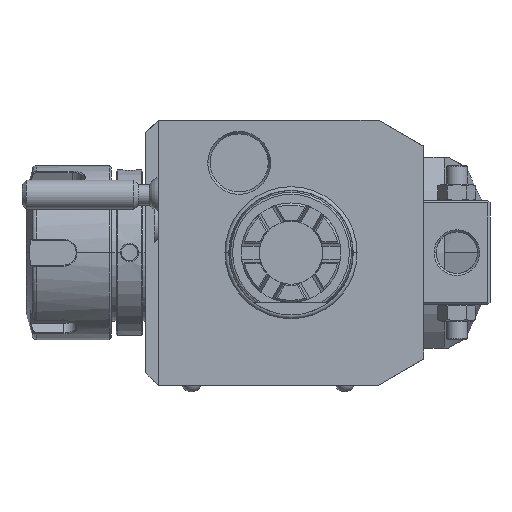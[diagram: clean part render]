
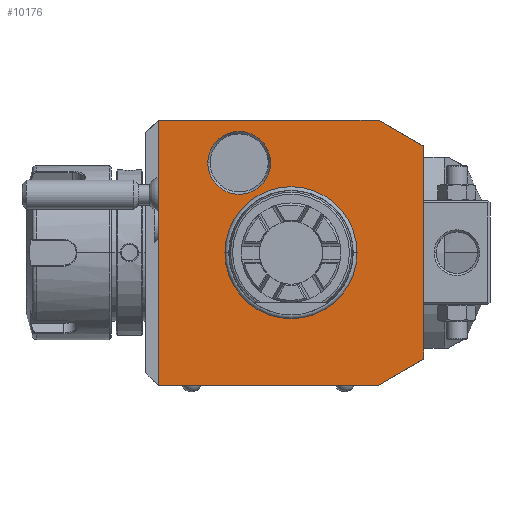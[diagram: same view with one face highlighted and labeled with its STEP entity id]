
A CAD part, front view. The second image highlights one B-rep face of the part: STEP entity #10176.
In plain terms, the highlighted planar face has unit normal (0, -1, 0).
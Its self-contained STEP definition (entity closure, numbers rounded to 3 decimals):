
#1=DIRECTION('',(0.866,0.,0.5));
#2=VECTOR('',#1,12.702);
#3=CARTESIAN_POINT('',(21.,0.,-32.));
#4=LINE('',#3,#2);
#5=DIRECTION('',(1.,0.,0.));
#6=VECTOR('',#5,53.);
#7=CARTESIAN_POINT('',(-32.,0.,-32.));
#8=LINE('',#7,#6);
#9=DIRECTION('',(0.,0.,-1.));
#10=VECTOR('',#9,64.);
#11=CARTESIAN_POINT('',(-32.,0.,32.));
#12=LINE('',#11,#10);
#13=DIRECTION('',(-1.,0.,0.));
#14=VECTOR('',#13,53.);
#15=CARTESIAN_POINT('',(21.,0.,32.));
#16=LINE('',#15,#14);
#17=DIRECTION('',(-0.866,0.,0.5));
#18=VECTOR('',#17,12.702);
#19=CARTESIAN_POINT('',(32.,0.,25.649));
#20=LINE('',#19,#18);
#21=DIRECTION('',(0.,0.,1.));
#22=VECTOR('',#21,51.298);
#23=CARTESIAN_POINT('',(32.,0.,-25.649));
#24=LINE('',#23,#22);
#25=CARTESIAN_POINT('',(-12.5,0.,21.651));
#26=DIRECTION('',(0.,1.,0.));
#27=DIRECTION('',(1.,0.,0.));
#28=AXIS2_PLACEMENT_3D('',#25,#26,#27);
#30=CARTESIAN_POINT('',(-12.5,0.,21.651));
#31=DIRECTION('',(0.,1.,0.));
#32=DIRECTION('',(-1.,0.,0.));
#33=AXIS2_PLACEMENT_3D('',#30,#31,#32);
#7317=CARTESIAN_POINT('',(0.,0.,0.));
#7318=DIRECTION('',(0.,-1.,0.));
#7319=DIRECTION('',(1.,0.,0.));
#7320=AXIS2_PLACEMENT_3D('',#7317,#7318,#7319);
#7322=CARTESIAN_POINT('',(0.,0.,0.));
#7323=DIRECTION('',(0.,-1.,0.));
#7324=DIRECTION('',(-1.,0.,0.));
#7325=AXIS2_PLACEMENT_3D('',#7322,#7323,#7324);
#9100=CARTESIAN_POINT('',(-4.923,0.,
21.651));
#9101=CARTESIAN_POINT('',(-20.077,0.,
21.651));
#9102=VERTEX_POINT('',#9100);
#9103=VERTEX_POINT('',#9101);
#9923=CARTESIAN_POINT('',(21.,0.,-32.));
#9924=CARTESIAN_POINT('',(32.,0.,-25.649));
#9925=VERTEX_POINT('',#9923);
#9926=VERTEX_POINT('',#9924);
#9927=CARTESIAN_POINT('',(32.,0.,25.649));
#9928=VERTEX_POINT('',#9927);
#9929=CARTESIAN_POINT('',(21.,0.,32.));
#9930=VERTEX_POINT('',#9929);
#9931=CARTESIAN_POINT('',(-32.,0.,32.));
#9932=VERTEX_POINT('',#9931);
#9933=CARTESIAN_POINT('',(-32.,0.,-32.));
#9934=VERTEX_POINT('',#9933);
#10011=CARTESIAN_POINT('',(15.783,0.,0.));
#10012=CARTESIAN_POINT('',(-15.783,0.,0.));
#10013=VERTEX_POINT('',#10011);
#10014=VERTEX_POINT('',#10012);
#10145=CARTESIAN_POINT('',(0.,0.,0.));
#10146=DIRECTION('',(0.,-1.,0.));
#10147=DIRECTION('',(-1.,0.,0.));
#10148=AXIS2_PLACEMENT_3D('',#10145,#10146,#10147);
#10149=PLANE('',#10148);
#10151=ORIENTED_EDGE('',*,*,#10150,.F.);
#10153=ORIENTED_EDGE('',*,*,#10152,.F.);
#10155=ORIENTED_EDGE('',*,*,#10154,.F.);
#10157=ORIENTED_EDGE('',*,*,#10156,.F.);
#10159=ORIENTED_EDGE('',*,*,#10158,.F.);
#10161=ORIENTED_EDGE('',*,*,#10160,.F.);
#10162=EDGE_LOOP('',(#10151,#10153,#10155,#10157,#10159,#10161));
#10163=FACE_OUTER_BOUND('',#10162,.F.);
#10165=ORIENTED_EDGE('',*,*,#10164,.T.);
#10167=ORIENTED_EDGE('',*,*,#10166,.T.);
#10168=EDGE_LOOP('',(#10165,#10167));
#10169=FACE_BOUND('',#10168,.F.);
#10171=ORIENTED_EDGE('',*,*,#10170,.F.);
#10173=ORIENTED_EDGE('',*,*,#10172,.F.);
#10174=EDGE_LOOP('',(#10171,#10173));
#10175=FACE_BOUND('',#10174,.F.);
#29=CIRCLE('',#28,7.577);
#34=CIRCLE('',#33,7.577);
#7321=CIRCLE('',#7320,15.783);
#7326=CIRCLE('',#7325,15.783);
#10150=EDGE_CURVE('',#9925,#9926,#4,.T.);
#10152=EDGE_CURVE('',#9934,#9925,#8,.T.);
#10154=EDGE_CURVE('',#9932,#9934,#12,.T.);
#10156=EDGE_CURVE('',#9930,#9932,#16,.T.);
#10158=EDGE_CURVE('',#9928,#9930,#20,.T.);
#10160=EDGE_CURVE('',#9926,#9928,#24,.T.);
#10164=EDGE_CURVE('',#10013,#10014,#7321,.T.);
#10166=EDGE_CURVE('',#10014,#10013,#7326,.T.);
#10170=EDGE_CURVE('',#9102,#9103,#29,.T.);
#10172=EDGE_CURVE('',#9103,#9102,#34,.T.);
#10176=ADVANCED_FACE('',(#10163,#10169,#10175),#10149,.T.);
